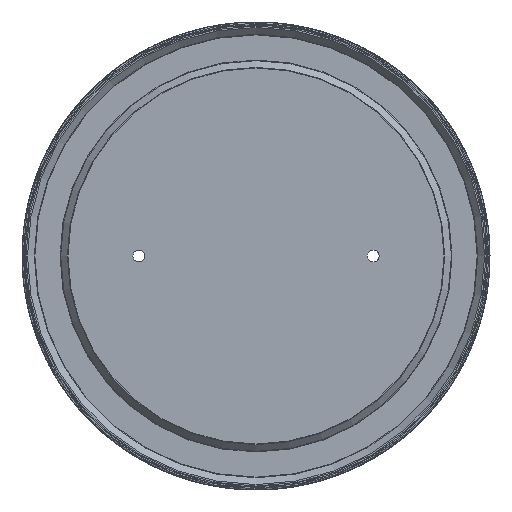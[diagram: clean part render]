
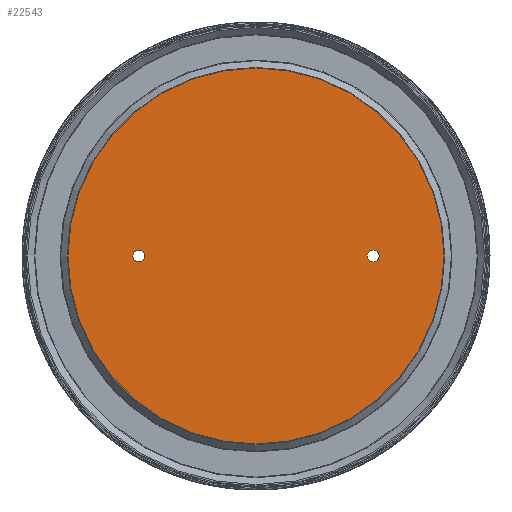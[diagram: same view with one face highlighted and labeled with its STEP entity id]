
A CAD part, front view. The second image highlights one B-rep face of the part: STEP entity #22543.
In plain terms, the highlighted planar face has unit normal (0, -1, 0).
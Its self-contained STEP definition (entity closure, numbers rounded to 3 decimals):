
#22350=CARTESIAN_POINT('',(-84.,54.,0.));
#22351=VERTEX_POINT('',#22350);
#22352=CARTESIAN_POINT('',(-80.,54.,0.0));
#22353=DIRECTION('',(0.0,1.0,0.0));
#22354=DIRECTION('',(1.0,0.0,0.0));
#22355=AXIS2_PLACEMENT_3D('',#22352,#22353,#22354);
#22356=CIRCLE('',#22355,4.0);
#22357=EDGE_CURVE('',#22351,#22351,#22356,.T.);
#22378=CARTESIAN_POINT('',(76.,54.,0.));
#22379=VERTEX_POINT('',#22378);
#22380=CARTESIAN_POINT('',(80.,54.,0.0));
#22381=DIRECTION('',(0.0,1.0,0.0));
#22382=DIRECTION('',(1.0,0.0,0.0));
#22383=AXIS2_PLACEMENT_3D('',#22380,#22381,#22382);
#22384=CIRCLE('',#22383,4.0);
#22385=EDGE_CURVE('',#22379,#22379,#22384,.T.);
#22514=CARTESIAN_POINT('',(128.757,54.,0.0));
#22515=VERTEX_POINT('',#22514);
#22516=CARTESIAN_POINT('',(0.,54.,0.0));
#22517=DIRECTION('',(0.0,-1.0,0.0));
#22518=DIRECTION('',(1.0,0.0,0.0));
#22519=AXIS2_PLACEMENT_3D('',#22516,#22517,#22518);
#22520=CIRCLE('',#22519,128.757);
#22521=EDGE_CURVE('',#22515,#22515,#22520,.T.);
#22529=CARTESIAN_POINT('',(64.379,54.,0.0));
#22530=DIRECTION('',(0.0,-1.0,0.0));
#22531=DIRECTION('',(0.0,0.0,-1.0));
#22532=AXIS2_PLACEMENT_3D('',#22529,#22530,#22531);
#22533=PLANE('',#22532);
#22534=ORIENTED_EDGE('',*,*,#22521,.T.);
#22535=EDGE_LOOP('',(#22534));
#22536=FACE_OUTER_BOUND('',#22535,.T.);
#22537=ORIENTED_EDGE('',*,*,#22357,.T.);
#22538=EDGE_LOOP('',(#22537));
#22539=FACE_BOUND('',#22538,.T.);
#22540=ORIENTED_EDGE('',*,*,#22385,.T.);
#22541=EDGE_LOOP('',(#22540));
#22542=FACE_BOUND('',#22541,.T.);
#22543=ADVANCED_FACE('',(#22536,#22539,#22542),#22533,.T.);
